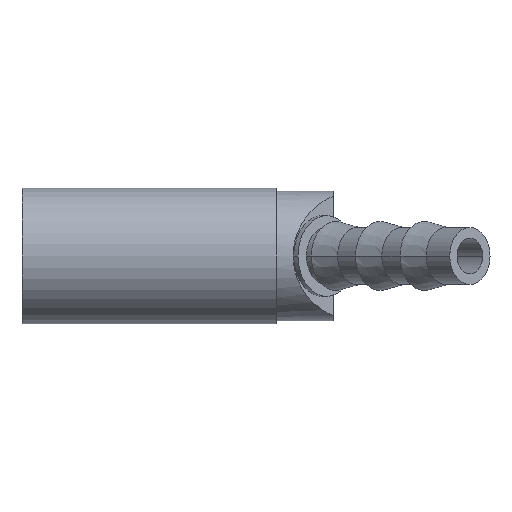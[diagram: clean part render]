
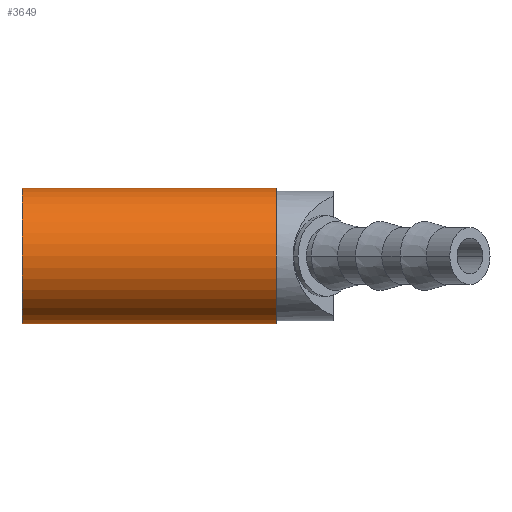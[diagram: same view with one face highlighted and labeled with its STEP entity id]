
A CAD part, front view. The second image highlights one B-rep face of the part: STEP entity #3649.
In plain terms, the highlighted cylindrical face has radius 11.3 mm (diameter 22.6 mm), a partial arc.
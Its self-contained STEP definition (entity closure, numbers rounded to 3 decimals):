
#46 = CARTESIAN_POINT ( 'NONE',  ( 0., 0., 0. ) ) ;
#212 = DIRECTION ( 'NONE',  ( -1., 0., 0. ) ) ;
#254 = VERTEX_POINT ( 'NONE', #4808 ) ;
#797 = CARTESIAN_POINT ( 'NONE',  ( 42.5, 0., 11.3 ) ) ;
#890 = CARTESIAN_POINT ( 'NONE',  ( 42.5, 0., -11.3 ) ) ;
#1213 = EDGE_CURVE ( 'NONE', #254, #4059, #4654, .T. ) ;
#1414 = VECTOR ( 'NONE', #212, 1000. ) ;
#1674 = CARTESIAN_POINT ( 'NONE',  ( 0., 0., -11.3 ) ) ;
#1715 = DIRECTION ( 'NONE',  ( -1., 0., 0. ) ) ;
#1823 = ORIENTED_EDGE ( 'NONE', *, *, #3785, .F. ) ;
#1962 = FACE_OUTER_BOUND ( 'NONE', #5040, .T. ) ;
#2130 = VERTEX_POINT ( 'NONE', #890 ) ;
#2874 = CARTESIAN_POINT ( 'NONE',  ( 0., 0., 0. ) ) ;
#2997 = EDGE_CURVE ( 'NONE', #2130, #6784, #7946, .T. ) ;
#3649 = ADVANCED_FACE ( 'NONE', ( #1962 ), #5893, .T. ) ;
#3652 = DIRECTION ( 'NONE',  ( -1., 0., 0. ) ) ;
#3785 = EDGE_CURVE ( 'NONE', #2130, #254, #7528, .T. ) ;
#4059 = VERTEX_POINT ( 'NONE', #7384 ) ;
#4166 = CARTESIAN_POINT ( 'NONE',  ( 42.5, 0., 0. ) ) ;
#4654 = CIRCLE ( 'NONE', #7801, 11.3 ) ;
#4808 = CARTESIAN_POINT ( 'NONE',  ( 0., 0., -11.3 ) ) ;
#4950 = AXIS2_PLACEMENT_3D ( 'NONE', #46, #5258, #7859 ) ;
#5040 = EDGE_LOOP ( 'NONE', ( #1823, #7942, #5971, #7421 ) ) ;
#5258 = DIRECTION ( 'NONE',  ( -1., 0., 0. ) ) ;
#5893 = CYLINDRICAL_SURFACE ( 'NONE', #4950, 11.3 ) ;
#5971 = ORIENTED_EDGE ( 'NONE', *, *, #7622, .T. ) ;
#6122 = DIRECTION ( 'NONE',  ( 0., 0., 1. ) ) ;
#6175 = VECTOR ( 'NONE', #1715, 1000. ) ;
#6189 = LINE ( 'NONE', #7432, #1414 ) ;
#6778 = DIRECTION ( 'NONE',  ( 0., 0., 1. ) ) ;
#6784 = VERTEX_POINT ( 'NONE', #797 ) ;
#6933 = DIRECTION ( 'NONE',  ( -1., 0., 0. ) ) ;
#7384 = CARTESIAN_POINT ( 'NONE',  ( 0., 0., 11.3 ) ) ;
#7421 = ORIENTED_EDGE ( 'NONE', *, *, #1213, .F. ) ;
#7432 = CARTESIAN_POINT ( 'NONE',  ( 0., 0., 11.3 ) ) ;
#7528 = LINE ( 'NONE', #1674, #6175 ) ;
#7542 = AXIS2_PLACEMENT_3D ( 'NONE', #4166, #3652, #6778 ) ;
#7622 = EDGE_CURVE ( 'NONE', #6784, #4059, #6189, .T. ) ;
#7801 = AXIS2_PLACEMENT_3D ( 'NONE', #2874, #6933, #6122 ) ;
#7859 = DIRECTION ( 'NONE',  ( 0., 0., 1. ) ) ;
#7942 = ORIENTED_EDGE ( 'NONE', *, *, #2997, .T. ) ;
#7946 = CIRCLE ( 'NONE', #7542, 11.3 ) ;
